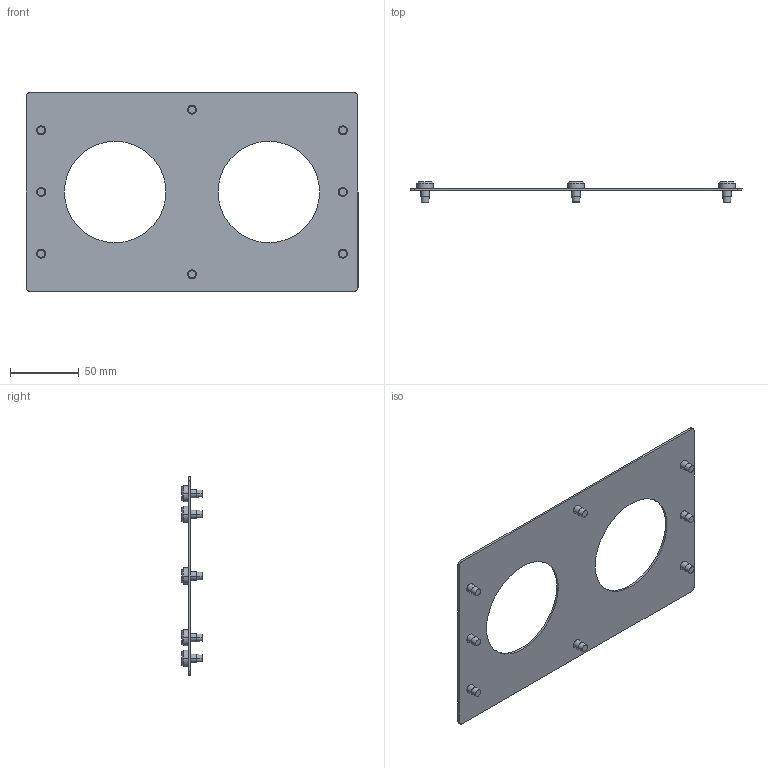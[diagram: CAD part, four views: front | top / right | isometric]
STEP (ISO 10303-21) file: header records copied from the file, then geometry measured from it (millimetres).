
FILE_DESCRIPTION(('STEP AP214'),'1');
FILE_NAME('cctmp_478769DB-1DD4-4AE4-8F79-243C1ED3C9DB_2024_06_07_11_26_37_0041..stp','2024-06-07T09:26:37',('SIEMENS A&D'),('CADClick - www.CADClick.com'),'Spatial InterOp 3D',' ','unknown authorization');
FILE_SCHEMA(('AUTOMOTIVE_DESIGN'));
Length unit declared in the file: millimetre
Products named in the file (10): cc_unnamed; 2024_06_07_11_26_37_0019; 2024_06_07_11_26_36_0978; 2024_06_07_11_26_36_0938; 2024_06_07_11_26_36_0897; 2024_06_07_11_26_36_0857; 2024_06_07_11_26_36_0816; 2024_06_07_11_26_36_0775; 2024_06_07_11_26_36_0734; 2024_06_07_11_26_36_0694
Assembly tree (9 placements, depth 2):
  cc_unnamed
    2024_06_07_11_26_37_0019
    2024_06_07_11_26_36_0978
    2024_06_07_11_26_36_0938
    2024_06_07_11_26_36_0897
    2024_06_07_11_26_36_0857
    2024_06_07_11_26_36_0816
    2024_06_07_11_26_36_0775
    2024_06_07_11_26_36_0734
    2024_06_07_11_26_36_0694
Bounding box: 242 x 14.75 x 145 mm (x, y, z)
Volume: 45495.1 mm3; surface area: 58987.4 mm2
Topology: 9 solids, 9 shells, 124 faces, 266 edges, 164 vertices
Faces by surface type: cylinder 56, plane 36, cone 32
Entity records: 4689 total; most frequent: DIRECTION 678, CARTESIAN_POINT 564, ORIENTED_EDGE 532, AXIS2_PLACEMENT_3D 278, EDGE_CURVE 266, VERTEX_POINT 164, EDGE_LOOP 148, CIRCLE 144
